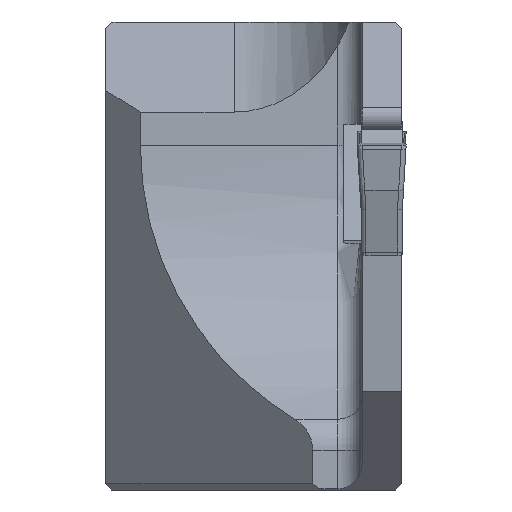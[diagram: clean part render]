
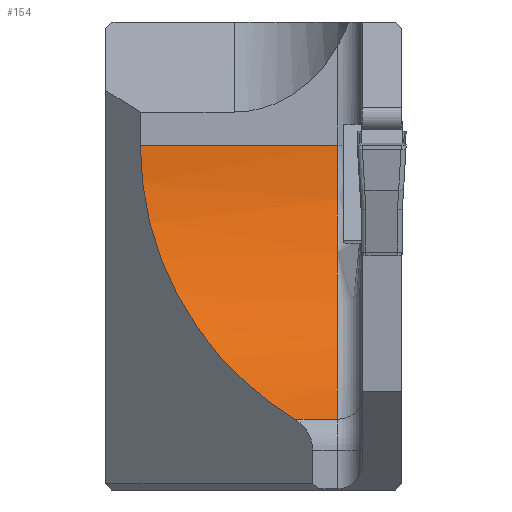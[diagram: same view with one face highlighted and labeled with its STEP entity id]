
A CAD part, left-side view. The second image highlights one B-rep face of the part: STEP entity #154.
In plain terms, the highlighted cylindrical face has radius 13 mm (diameter 26 mm), a partial arc.
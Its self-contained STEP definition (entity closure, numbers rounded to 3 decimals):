
#43=CIRCLE('',#1566,13.);
#91=CYLINDRICAL_SURFACE('',#1585,13.);
#154=ADVANCED_FACE('',(#282),#91,.F.);
#282=FACE_OUTER_BOUND('',#359,.T.);
#359=EDGE_LOOP('',(#745,#746,#747,#748));
#413=ELLIPSE('',#1554,18.385,13.);
#745=ORIENTED_EDGE('',*,*,#1089,.T.);
#746=ORIENTED_EDGE('',*,*,#1143,.F.);
#747=ORIENTED_EDGE('',*,*,#1118,.T.);
#748=ORIENTED_EDGE('',*,*,#1084,.T.);
#899=VERTEX_POINT('',#2237);
#912=VERTEX_POINT('',#2267);
#917=VERTEX_POINT('',#2278);
#943=VERTEX_POINT('',#2356);
#1084=EDGE_CURVE('',#899,#912,#1253,.T.);
#1089=EDGE_CURVE('',#912,#917,#413,.T.);
#1118=EDGE_CURVE('',#943,#899,#43,.T.);
#1143=EDGE_CURVE('',#943,#917,#1298,.T.);
#1253=LINE('',#2268,#1405);
#1298=LINE('',#2404,#1450);
#1405=VECTOR('',#1844,1.);
#1450=VECTOR('',#1937,1.);
#1554=AXIS2_PLACEMENT_3D('',#2279,#1852,#1853);
#1566=AXIS2_PLACEMENT_3D('',#2355,#1896,#1897);
#1585=AXIS2_PLACEMENT_3D('',#2422,#1964,#1965);
#1844=DIRECTION('',(0.,1.,0.));
#1852=DIRECTION('',(-0.707,0.707,0.));
#1853=DIRECTION('',(-0.707,-0.707,0.));
#1896=DIRECTION('',(0.,-1.,0.));
#1897=DIRECTION('',(0.,0.,1.));
#1937=DIRECTION('',(0.,1.,0.));
#1964=DIRECTION('',(0.,-1.,0.));
#1965=DIRECTION('',(0.,0.,-1.));
#2237=CARTESIAN_POINT('',(13.,2.6,0.));
#2267=CARTESIAN_POINT('',(13.,10.6,0.));
#2268=CARTESIAN_POINT('',(13.,17.84,0.));
#2278=CARTESIAN_POINT('',(6.724,4.324,-11.126));
#2279=CARTESIAN_POINT('',(0.,-2.4,0.));
#2355=CARTESIAN_POINT('',(0.,2.6,0.));
#2356=CARTESIAN_POINT('',(6.724,2.6,-11.126));
#2404=CARTESIAN_POINT('',(6.724,17.84,-11.126));
#2422=CARTESIAN_POINT('',(0.,17.84,0.));
